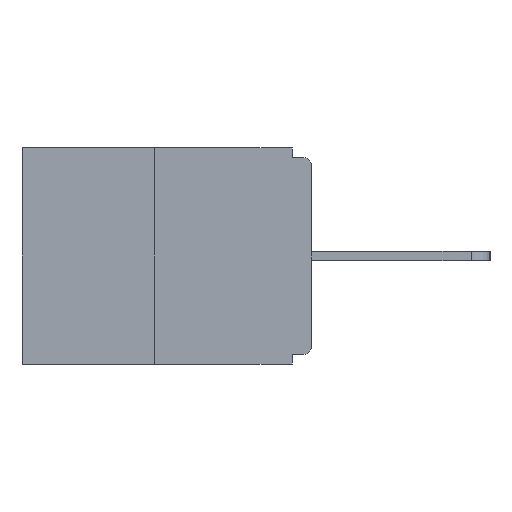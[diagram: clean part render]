
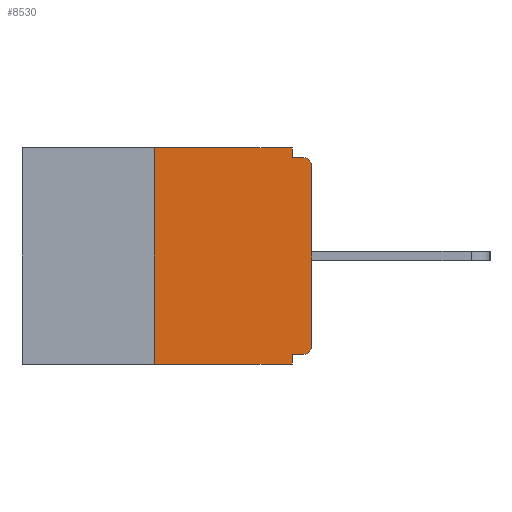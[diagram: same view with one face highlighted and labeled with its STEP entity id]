
A CAD part, left-side view. The second image highlights one B-rep face of the part: STEP entity #8530.
In plain terms, the highlighted planar face has unit normal (-1, 0, 0).
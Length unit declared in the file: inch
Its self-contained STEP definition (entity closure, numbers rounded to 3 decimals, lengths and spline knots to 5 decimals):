
#119 = AXIS2_PLACEMENT_3D ( 'NONE', #5559, #5352, #5090 ) ;
#216 = EDGE_LOOP ( 'NONE', ( #12043, #16583, #12579, #3622, #13141, #22801, #4762, #5319, #19258, #1021 ) ) ;
#368 = VERTEX_POINT ( 'NONE', #12085 ) ;
#515 = LINE ( 'NONE', #13809, #18771 ) ;
#616 = CARTESIAN_POINT ( 'NONE',  ( 0., 0., 0. ) ) ;
#865 = VERTEX_POINT ( 'NONE', #1935 ) ;
#920 = DIRECTION ( 'NONE',  ( 0., -1., 0. ) ) ;
#1021 = ORIENTED_EDGE ( 'NONE', *, *, #4215, .F. ) ;
#1365 = AXIS2_PLACEMENT_3D ( 'NONE', #10075, #10050, #9856 ) ;
#1599 = VERTEX_POINT ( 'NONE', #9181 ) ;
#1744 = VERTEX_POINT ( 'NONE', #13833 ) ;
#1769 = VERTEX_POINT ( 'NONE', #6451 ) ;
#1877 = LINE ( 'NONE', #4618, #11475 ) ;
#1935 = CARTESIAN_POINT ( 'NONE',  ( 0., 0.031, -0.015 ) ) ;
#3622 = ORIENTED_EDGE ( 'NONE', *, *, #3786, .F. ) ;
#3786 = EDGE_CURVE ( 'NONE', #368, #10974, #3972, .T. ) ;
#3972 = LINE ( 'NONE', #13140, #22073 ) ;
#4215 = EDGE_CURVE ( 'NONE', #1769, #865, #17432, .T. ) ;
#4618 = CARTESIAN_POINT ( 'NONE',  ( 0., 0.46, 0. ) ) ;
#4762 = ORIENTED_EDGE ( 'NONE', *, *, #16951, .T. ) ;
#4892 = CARTESIAN_POINT ( 'NONE',  ( 0., 0.015, -0.015 ) ) ;
#5090 = DIRECTION ( 'NONE',  ( 0., 0., -1. ) ) ;
#5319 = ORIENTED_EDGE ( 'NONE', *, *, #8618, .T. ) ;
#5352 = DIRECTION ( 'NONE',  ( -1., 0., 0. ) ) ;
#5559 = CARTESIAN_POINT ( 'NONE',  ( 0., 0.015, -0.03 ) ) ;
#6324 = VERTEX_POINT ( 'NONE', #4892 ) ;
#6451 = CARTESIAN_POINT ( 'NONE',  ( 0., 0.031, 0. ) ) ;
#7070 = LINE ( 'NONE', #20182, #15873 ) ;
#7134 = CIRCLE ( 'NONE', #119, 0.015 ) ;
#8059 = DIRECTION ( 'NONE',  ( -1., 0., 0. ) ) ;
#8183 = CARTESIAN_POINT ( 'NONE',  ( 0., 0.031, -0.343 ) ) ;
#8267 = FACE_OUTER_BOUND ( 'NONE', #216, .T. ) ;
#8287 = CARTESIAN_POINT ( 'NONE',  ( 0., 0., -0.328 ) ) ;
#8310 = DIRECTION ( 'NONE',  ( 0., -1., 0. ) ) ;
#8530 = ADVANCED_FACE ( 'NONE', ( #8267 ), #10127, .F. ) ;
#8618 = EDGE_CURVE ( 'NONE', #17009, #6324, #7134, .T. ) ;
#8925 = DIRECTION ( 'NONE',  ( 0., 0., -1. ) ) ;
#9181 = CARTESIAN_POINT ( 'NONE',  ( 0., 0., -0.313 ) ) ;
#9744 = EDGE_CURVE ( 'NONE', #1744, #17854, #515, .T. ) ;
#9771 = VECTOR ( 'NONE', #8310, 39.37008 ) ;
#9856 = DIRECTION ( 'NONE',  ( 0., 0., -1. ) ) ;
#10050 = DIRECTION ( 'NONE',  ( 1., 0., 0. ) ) ;
#10066 = DIRECTION ( 'NONE',  ( 0., 1., 0. ) ) ;
#10075 = CARTESIAN_POINT ( 'NONE',  ( 0., 0.46, 0. ) ) ;
#10127 = PLANE ( 'NONE',  #1365 ) ;
#10974 = VERTEX_POINT ( 'NONE', #8183 ) ;
#11475 = VECTOR ( 'NONE', #920, 39.37008 ) ;
#11656 = DIRECTION ( 'NONE',  ( 0., -1., 0. ) ) ;
#12043 = ORIENTED_EDGE ( 'NONE', *, *, #17068, .F. ) ;
#12085 = CARTESIAN_POINT ( 'NONE',  ( 0., 0.031, -0.328 ) ) ;
#12579 = ORIENTED_EDGE ( 'NONE', *, *, #15581, .T. ) ;
#12712 = CARTESIAN_POINT ( 'NONE',  ( 0., 0.25, 0. ) ) ;
#12910 = VECTOR ( 'NONE', #14244, 39.37008 ) ;
#13140 = CARTESIAN_POINT ( 'NONE',  ( 0., 0.031, -0.343 ) ) ;
#13141 = ORIENTED_EDGE ( 'NONE', *, *, #17549, .F. ) ;
#13645 = DIRECTION ( 'NONE',  ( 0., 0., 1. ) ) ;
#13809 = CARTESIAN_POINT ( 'NONE',  ( 0., 0.25, 0. ) ) ;
#13833 = CARTESIAN_POINT ( 'NONE',  ( 0., 0.25, -0.343 ) ) ;
#14204 = CARTESIAN_POINT ( 'NONE',  ( 0., 0.031, 0. ) ) ;
#14214 = LINE ( 'NONE', #616, #17644 ) ;
#14244 = DIRECTION ( 'NONE',  ( 0., 0., -1. ) ) ;
#14882 = VERTEX_POINT ( 'NONE', #17886 ) ;
#14923 = DIRECTION ( 'NONE',  ( 0., 0., 1. ) ) ;
#14995 = LINE ( 'NONE', #22224, #9771 ) ;
#15091 = EDGE_CURVE ( 'NONE', #14882, #1599, #17478, .T. ) ;
#15581 = EDGE_CURVE ( 'NONE', #1744, #10974, #7070, .T. ) ;
#15873 = VECTOR ( 'NONE', #11656, 39.37008 ) ;
#16583 = ORIENTED_EDGE ( 'NONE', *, *, #9744, .F. ) ;
#16608 = AXIS2_PLACEMENT_3D ( 'NONE', #18450, #8059, #20199 ) ;
#16951 = EDGE_CURVE ( 'NONE', #1599, #17009, #14214, .T. ) ;
#17009 = VERTEX_POINT ( 'NONE', #20132 ) ;
#17068 = EDGE_CURVE ( 'NONE', #17854, #1769, #1877, .T. ) ;
#17101 = EDGE_CURVE ( 'NONE', #865, #6324, #14995, .T. ) ;
#17355 = VECTOR ( 'NONE', #10066, 39.37008 ) ;
#17432 = LINE ( 'NONE', #14204, #12910 ) ;
#17478 = CIRCLE ( 'NONE', #16608, 0.015 ) ;
#17549 = EDGE_CURVE ( 'NONE', #14882, #368, #17887, .T. ) ;
#17644 = VECTOR ( 'NONE', #14923, 39.37008 ) ;
#17854 = VERTEX_POINT ( 'NONE', #12712 ) ;
#17886 = CARTESIAN_POINT ( 'NONE',  ( 0., 0.015, -0.328 ) ) ;
#17887 = LINE ( 'NONE', #8287, #17355 ) ;
#18450 = CARTESIAN_POINT ( 'NONE',  ( 0., 0.015, -0.313 ) ) ;
#18771 = VECTOR ( 'NONE', #13645, 39.37008 ) ;
#19258 = ORIENTED_EDGE ( 'NONE', *, *, #17101, .F. ) ;
#20132 = CARTESIAN_POINT ( 'NONE',  ( 0., 0., -0.03 ) ) ;
#20182 = CARTESIAN_POINT ( 'NONE',  ( 0., 0.46, -0.343 ) ) ;
#20199 = DIRECTION ( 'NONE',  ( 0., 0., -1. ) ) ;
#22073 = VECTOR ( 'NONE', #8925, 39.37008 ) ;
#22224 = CARTESIAN_POINT ( 'NONE',  ( 0., 0., -0.015 ) ) ;
#22801 = ORIENTED_EDGE ( 'NONE', *, *, #15091, .T. ) ;
